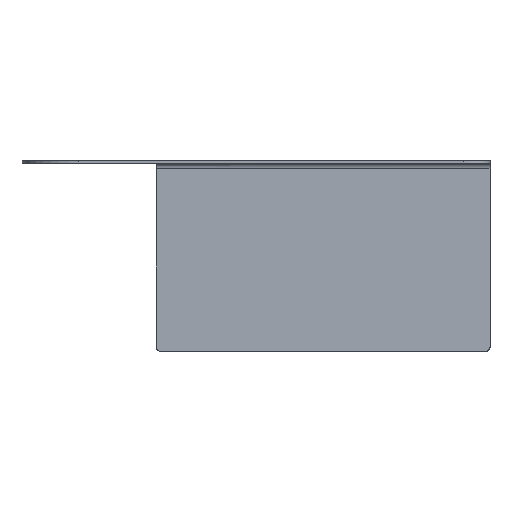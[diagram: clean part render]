
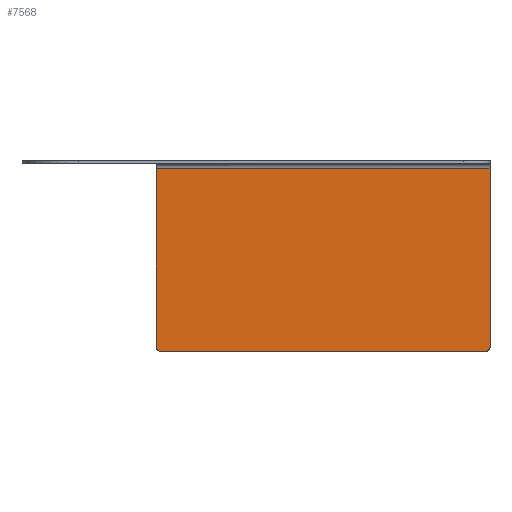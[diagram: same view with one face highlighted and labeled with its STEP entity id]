
A CAD part, top view. The second image highlights one B-rep face of the part: STEP entity #7568.
In plain terms, the highlighted planar face has unit normal (0, 0, 1).
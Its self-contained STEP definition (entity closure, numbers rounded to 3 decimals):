
#1709=DIRECTION('',(-1.,0.,0.));
#1710=VECTOR('',#1709,154.);
#1711=CARTESIAN_POINT('',(190.,-3.8,1.2));
#1712=LINE('',#1711,#1710);
#1760=CARTESIAN_POINT('',(38.,-86.,1.2));
#1761=DIRECTION('',(0.,0.,1.));
#1762=DIRECTION('',(-1.,0.,0.));
#1763=AXIS2_PLACEMENT_3D('',#1760,#1761,#1762);
#1765=DIRECTION('',(0.,1.,0.));
#1766=VECTOR('',#1765,82.2);
#1767=CARTESIAN_POINT('',(36.,-86.,1.2));
#1768=LINE('',#1767,#1766);
#1769=DIRECTION('',(0.,-1.,0.));
#1770=VECTOR('',#1769,82.2);
#1771=CARTESIAN_POINT('',(190.,-3.8,1.2));
#1772=LINE('',#1771,#1770);
#1773=CARTESIAN_POINT('',(188.,-86.,1.2));
#1774=DIRECTION('',(0.,0.,1.));
#1775=DIRECTION('',(0.,-1.,0.));
#1776=AXIS2_PLACEMENT_3D('',#1773,#1774,#1775);
#1778=DIRECTION('',(-1.,0.,0.));
#1779=VECTOR('',#1778,150.);
#1780=CARTESIAN_POINT('',(188.,-88.,1.2));
#1781=LINE('',#1780,#1779);
#4788=CARTESIAN_POINT('',(190.,-3.8,1.2));
#4789=CARTESIAN_POINT('',(36.,-3.8,1.2));
#4790=VERTEX_POINT('',#4788);
#4791=VERTEX_POINT('',#4789);
#4826=CARTESIAN_POINT('',(36.,-86.,1.2));
#4827=VERTEX_POINT('',#4826);
#4828=CARTESIAN_POINT('',(38.,-88.,1.2));
#4829=VERTEX_POINT('',#4828);
#4834=CARTESIAN_POINT('',(188.,-88.,1.2));
#4835=VERTEX_POINT('',#4834);
#4836=CARTESIAN_POINT('',(190.,-86.,1.2));
#4837=VERTEX_POINT('',#4836);
#7553=CARTESIAN_POINT('',(151.034,0.,1.2));
#7554=DIRECTION('',(0.,0.,1.));
#7555=DIRECTION('',(-1.,0.,0.));
#7556=AXIS2_PLACEMENT_3D('',#7553,#7554,#7555);
#7557=PLANE('',#7556);
#7558=ORIENTED_EDGE('',*,*,#7515,.F.);
#7559=ORIENTED_EDGE('',*,*,#7502,.T.);
#7560=ORIENTED_EDGE('',*,*,#7459,.F.);
#7562=ORIENTED_EDGE('',*,*,#7561,.T.);
#7564=ORIENTED_EDGE('',*,*,#7563,.F.);
#7565=ORIENTED_EDGE('',*,*,#7545,.T.);
#7566=EDGE_LOOP('',(#7558,#7559,#7560,#7562,#7564,#7565));
#7567=FACE_OUTER_BOUND('',#7566,.F.);
#7568=ADVANCED_FACE('',(#7567),#7557,.T.);
#1764=CIRCLE('',#1763,2.);
#1777=CIRCLE('',#1776,2.);
#7459=EDGE_CURVE('',#4790,#4791,#1712,.T.);
#7502=EDGE_CURVE('',#4827,#4791,#1768,.T.);
#7515=EDGE_CURVE('',#4827,#4829,#1764,.T.);
#7545=EDGE_CURVE('',#4835,#4829,#1781,.T.);
#7561=EDGE_CURVE('',#4790,#4837,#1772,.T.);
#7563=EDGE_CURVE('',#4835,#4837,#1777,.T.);
